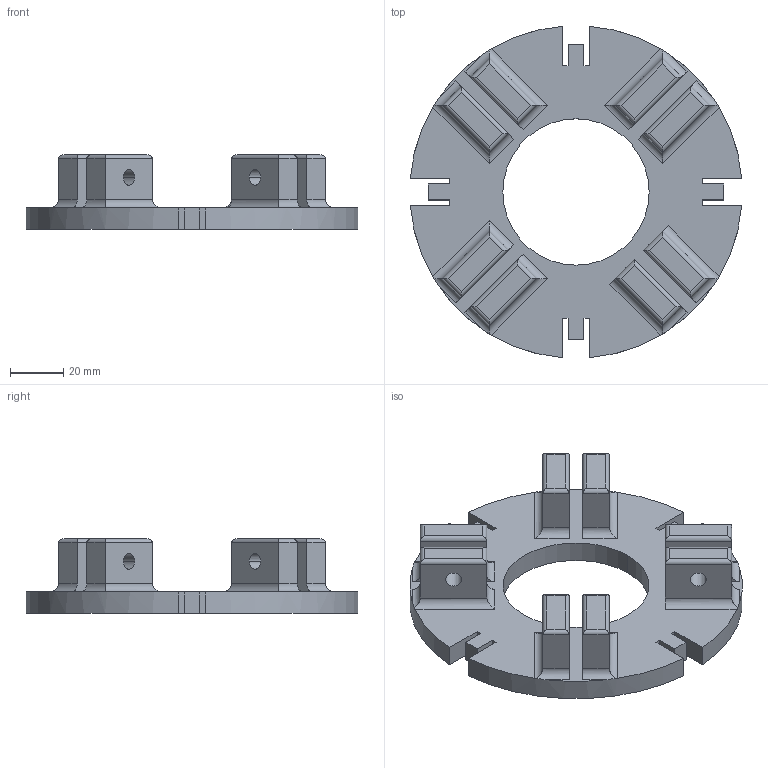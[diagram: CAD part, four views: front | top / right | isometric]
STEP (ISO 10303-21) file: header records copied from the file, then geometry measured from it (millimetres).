
FILE_DESCRIPTION(('CATIA V5 STEP Exchange'),'2;1');
FILE_NAME('Bague.stp','2019-04-16T21:09:09+00:00',('none'),('none'),'CATIA Version 5 Release 19 GA (IN-10)','CATIA V5 STEP AP203','none');
FILE_SCHEMA(('CONFIG_CONTROL_DESIGN'));
Length unit declared in the file: millimetre
Products named in the file (1): Bague
Bounding box: 124.6 x 124.6 x 28 mm (x, y, z)
Volume: 114096.7 mm3; surface area: 36460.9 mm2
Topology: 1 solids, 1 shells, 146 faces, 394 edges, 250 vertices
Faces by surface type: cylinder 76, plane 70
Entity records: 4686 total; most frequent: CARTESIAN_POINT 1309, ORIENTED_EDGE 788, DIRECTION 514, EDGE_CURVE 394, VECTOR 256, LINE 256, VERTEX_POINT 250, AXIS2_PLACEMENT_3D 164
